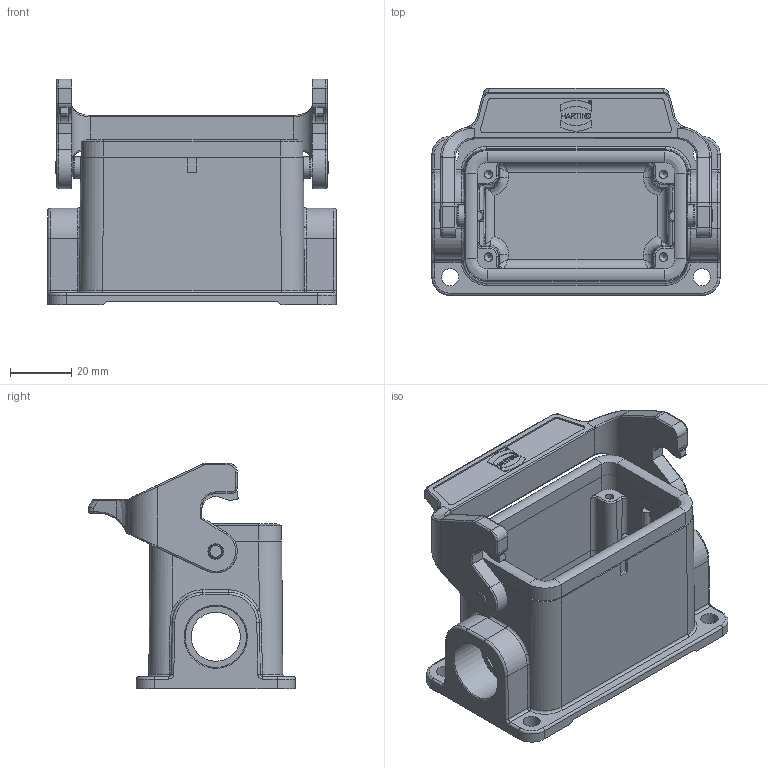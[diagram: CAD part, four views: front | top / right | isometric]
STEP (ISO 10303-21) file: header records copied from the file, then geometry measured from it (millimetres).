
FILE_DESCRIPTION(/* description */ (''),/* implementation_level */ '2;1');
FILE_NAME(/* name */ '100095504ugm000_c.stp',/* time_stamp */ '2017-11-03T15:43:58+01:00',/* author */ (''),/* organization */ (''),/* preprocessor_version */ 'ST-DEVELOPER v16',/* originating_system */ 'SIEMENS PLM Software NX 10.0',/* authorisation */ '');
FILE_SCHEMA (('AUTOMOTIVE_DESIGN { 1 0 10303 214 3 1 1 1 }'));
Length unit declared in the file: millimetre
Products named in the file (1): 100095504ugm000_c
Bounding box: 94 x 67.5 x 73.6 mm (x, y, z)
Volume: 88973.5 mm3; surface area: 43203.1 mm2
Topology: 2 solids, 2 shells, 640 faces, 1712 edges, 1087 vertices
Faces by surface type: plane 303, cylinder 201, bspline 94, torus 24, cone 14, sphere 4
Full cylindrical faces by diameter (mm): 0.95 x1, 1.05 x1, 2.74 x4, 4 x2, 4.8 x2, 5.1 x2, 5.6 x4, 7 x2, 16 x2, 20 x2
Entity records: 24342 total; most frequent: CARTESIAN_POINT 7785, ORIENTED_EDGE 3166, DIRECTION 3045, EDGE_CURVE 1583, AXIS2_PLACEMENT_3D 1077, VERTEX_POINT 1020, LINE 891, VECTOR 891
